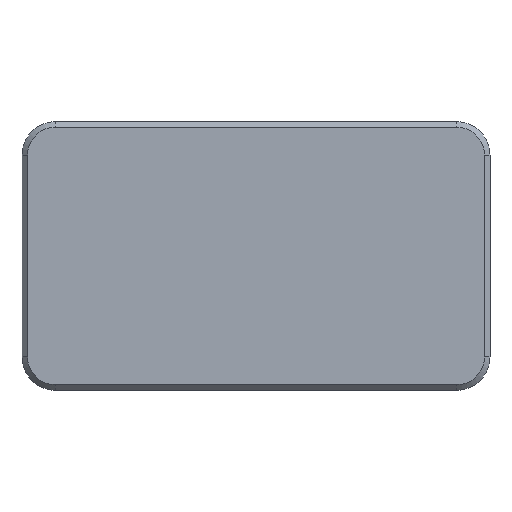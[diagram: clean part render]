
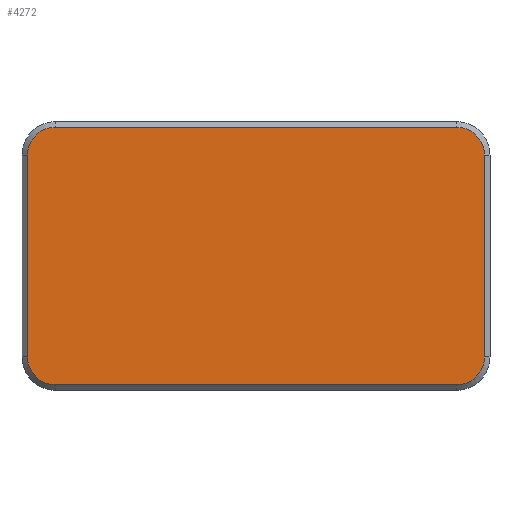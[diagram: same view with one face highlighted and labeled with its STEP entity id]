
A CAD part, front view. The second image highlights one B-rep face of the part: STEP entity #4272.
In plain terms, the highlighted planar face has unit normal (0, -1, 0).
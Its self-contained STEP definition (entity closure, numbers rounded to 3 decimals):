
#113 = DIRECTION ( 'NONE',  ( 0., 0., 1. ) ) ;
#172 = ORIENTED_EDGE ( 'NONE', *, *, #6432, .T. ) ;
#224 = CARTESIAN_POINT ( 'NONE',  ( 18., -9.65, 13.705 ) ) ;
#226 = CARTESIAN_POINT ( 'NONE',  ( -20.5, -9.65, -4.405 ) ) ;
#231 = CARTESIAN_POINT ( 'NONE',  ( 18., -9.65, -6.905 ) ) ;
#413 = DIRECTION ( 'NONE',  ( 0., 0., 1. ) ) ;
#853 = DIRECTION ( 'NONE',  ( 1., 0., 0. ) ) ;
#859 = FACE_OUTER_BOUND ( 'NONE', #2940, .T. ) ;
#974 = DIRECTION ( 'NONE',  ( 0., -1., 0. ) ) ;
#1067 = ORIENTED_EDGE ( 'NONE', *, *, #6653, .T. ) ;
#1128 = CARTESIAN_POINT ( 'NONE',  ( 18., -9.65, -6.905 ) ) ;
#1205 = VERTEX_POINT ( 'NONE', #4641 ) ;
#1233 = CARTESIAN_POINT ( 'NONE',  ( -18., -9.65, -4.405 ) ) ;
#1330 = CIRCLE ( 'NONE', #4211, 2.5 ) ;
#1524 = DIRECTION ( 'NONE',  ( 0., 0., 1. ) ) ;
#1579 = EDGE_CURVE ( 'NONE', #2637, #4419, #2954, .T. ) ;
#1722 = VERTEX_POINT ( 'NONE', #4609 ) ;
#1826 = DIRECTION ( 'NONE',  ( 0., -1., 0. ) ) ;
#1957 = VECTOR ( 'NONE', #5518, 1000. ) ;
#1987 = ORIENTED_EDGE ( 'NONE', *, *, #6467, .T. ) ;
#2071 = CIRCLE ( 'NONE', #3232, 2.5 ) ;
#2218 = CARTESIAN_POINT ( 'NONE',  ( -18., -9.65, 16.205 ) ) ;
#2251 = VERTEX_POINT ( 'NONE', #6491 ) ;
#2496 = EDGE_CURVE ( 'NONE', #4419, #1722, #5638, .T. ) ;
#2590 = DIRECTION ( 'NONE',  ( 0., 0., 1. ) ) ;
#2637 = VERTEX_POINT ( 'NONE', #7377 ) ;
#2790 = CARTESIAN_POINT ( 'NONE',  ( 0., -9.65, 0. ) ) ;
#2902 = CARTESIAN_POINT ( 'NONE',  ( 18., -9.65, 16.205 ) ) ;
#2940 = EDGE_LOOP ( 'NONE', ( #4190, #7683, #5011, #4150, #5602, #172, #1067, #1987 ) ) ;
#2954 = CIRCLE ( 'NONE', #3654, 2.5 ) ;
#2990 = DIRECTION ( 'NONE',  ( 0., 0., 1. ) ) ;
#3024 = CARTESIAN_POINT ( 'NONE',  ( 18., -9.65, -4.405 ) ) ;
#3108 = CARTESIAN_POINT ( 'NONE',  ( -20.5, -9.65, 13.705 ) ) ;
#3232 = AXIS2_PLACEMENT_3D ( 'NONE', #3024, #974, #1524 ) ;
#3456 = PLANE ( 'NONE',  #6816 ) ;
#3654 = AXIS2_PLACEMENT_3D ( 'NONE', #224, #5189, #2990 ) ;
#3798 = DIRECTION ( 'NONE',  ( 0., -1., 0. ) ) ;
#4150 = ORIENTED_EDGE ( 'NONE', *, *, #1579, .T. ) ;
#4190 = ORIENTED_EDGE ( 'NONE', *, *, #5760, .T. ) ;
#4211 = AXIS2_PLACEMENT_3D ( 'NONE', #1233, #1826, #413 ) ;
#4272 = ADVANCED_FACE ( 'NONE', ( #859 ), #3456, .F. ) ;
#4419 = VERTEX_POINT ( 'NONE', #2902 ) ;
#4609 = CARTESIAN_POINT ( 'NONE',  ( -18., -9.65, 16.205 ) ) ;
#4610 = CARTESIAN_POINT ( 'NONE',  ( 20.5, -9.65, 13.705 ) ) ;
#4641 = CARTESIAN_POINT ( 'NONE',  ( 20.5, -9.65, -4.405 ) ) ;
#4694 = CARTESIAN_POINT ( 'NONE',  ( -18., -9.65, -6.905 ) ) ;
#4752 = EDGE_CURVE ( 'NONE', #8570, #1205, #2071, .T. ) ;
#5011 = ORIENTED_EDGE ( 'NONE', *, *, #7071, .T. ) ;
#5070 = VECTOR ( 'NONE', #5681, 1000. ) ;
#5094 = VECTOR ( 'NONE', #853, 1000. ) ;
#5189 = DIRECTION ( 'NONE',  ( 0., -1., 0. ) ) ;
#5196 = LINE ( 'NONE', #231, #5094 ) ;
#5511 = VERTEX_POINT ( 'NONE', #4694 ) ;
#5518 = DIRECTION ( 'NONE',  ( -1., 0., 0. ) ) ;
#5526 = DIRECTION ( 'NONE',  ( 0., 1., 0. ) ) ;
#5602 = ORIENTED_EDGE ( 'NONE', *, *, #2496, .T. ) ;
#5638 = LINE ( 'NONE', #2218, #1957 ) ;
#5644 = DIRECTION ( 'NONE',  ( 0., 0., 1. ) ) ;
#5681 = DIRECTION ( 'NONE',  ( 0., 0., -1. ) ) ;
#5760 = EDGE_CURVE ( 'NONE', #5511, #8570, #5196, .T. ) ;
#5942 = AXIS2_PLACEMENT_3D ( 'NONE', #8390, #3798, #5644 ) ;
#6225 = CIRCLE ( 'NONE', #5942, 2.5 ) ;
#6432 = EDGE_CURVE ( 'NONE', #1722, #8205, #6225, .T. ) ;
#6436 = LINE ( 'NONE', #226, #5070 ) ;
#6467 = EDGE_CURVE ( 'NONE', #2251, #5511, #1330, .T. ) ;
#6491 = CARTESIAN_POINT ( 'NONE',  ( -20.5, -9.65, -4.405 ) ) ;
#6653 = EDGE_CURVE ( 'NONE', #8205, #2251, #6436, .T. ) ;
#6816 = AXIS2_PLACEMENT_3D ( 'NONE', #2790, #5526, #113 ) ;
#7071 = EDGE_CURVE ( 'NONE', #1205, #2637, #8084, .T. ) ;
#7377 = CARTESIAN_POINT ( 'NONE',  ( 20.5, -9.65, 13.705 ) ) ;
#7683 = ORIENTED_EDGE ( 'NONE', *, *, #4752, .T. ) ;
#7925 = VECTOR ( 'NONE', #2590, 1000. ) ;
#8084 = LINE ( 'NONE', #4610, #7925 ) ;
#8205 = VERTEX_POINT ( 'NONE', #3108 ) ;
#8390 = CARTESIAN_POINT ( 'NONE',  ( -18., -9.65, 13.705 ) ) ;
#8570 = VERTEX_POINT ( 'NONE', #1128 ) ;
